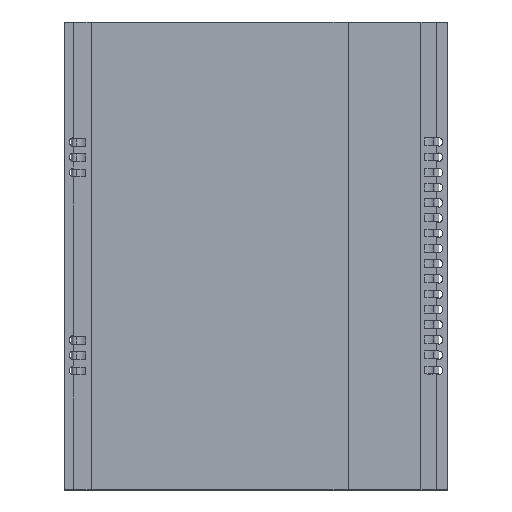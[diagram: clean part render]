
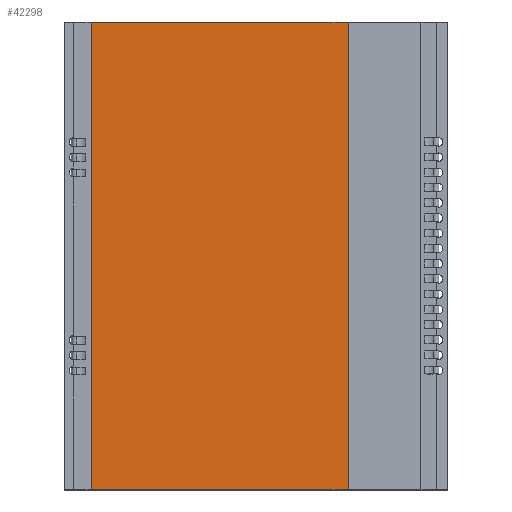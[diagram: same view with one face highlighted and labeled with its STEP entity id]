
A CAD part, top view. The second image highlights one B-rep face of the part: STEP entity #42298.
In plain terms, the highlighted planar face has unit normal (0, 0, 1).
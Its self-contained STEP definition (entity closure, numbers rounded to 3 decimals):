
#28482 = PLANE('',#28483);
#28483 = AXIS2_PLACEMENT_3D('',#28484,#28485,#28486);
#28484 = CARTESIAN_POINT('',(3.,-58.,5.7));
#28485 = DIRECTION('',(0.,-1.,0.));
#28486 = DIRECTION('',(0.,0.,1.));
#28992 = PLANE('',#28993);
#28993 = AXIS2_PLACEMENT_3D('',#28994,#28995,#28996);
#28994 = CARTESIAN_POINT('',(3.,20.,5.7));
#28995 = DIRECTION('',(0.,-1.,0.));
#28996 = DIRECTION('',(0.,0.,1.));
#37658 = PLANE('',#37659);
#37659 = AXIS2_PLACEMENT_3D('',#37660,#37661,#37662);
#37660 = CARTESIAN_POINT('',(3.,20.,5.7));
#37661 = DIRECTION('',(1.,0.,0.));
#37662 = DIRECTION('',(0.,0.,1.));
#37675 = VERTEX_POINT('',#37676);
#37676 = CARTESIAN_POINT('',(3.,-58.,6.2));
#37699 = VERTEX_POINT('',#37700);
#37700 = CARTESIAN_POINT('',(45.833,-58.,6.2));
#37714 = PLANE('',#37715);
#37715 = AXIS2_PLACEMENT_3D('',#37716,#37717,#37718);
#37716 = CARTESIAN_POINT('',(45.833,20.,5.7));
#37717 = DIRECTION('',(1.,0.,0.));
#37718 = DIRECTION('',(0.,0.,1.));
#37726 = EDGE_CURVE('',#37675,#37699,#37727,.T.);
#37727 = SURFACE_CURVE('',#37728,(#37732,#37739),.PCURVE_S1.);
#37728 = LINE('',#37729,#37730);
#37729 = CARTESIAN_POINT('',(3.,-58.,6.2));
#37730 = VECTOR('',#37731,1.);
#37731 = DIRECTION('',(1.,0.,0.));
#37732 = PCURVE('',#28482,#37733);
#37733 = DEFINITIONAL_REPRESENTATION('',(#37734),#37738);
#37734 = LINE('',#37735,#37736);
#37735 = CARTESIAN_POINT('',(0.5,0.));
#37736 = VECTOR('',#37737,1.);
#37737 = DIRECTION('',(0.,-1.));
#37738 = ( GEOMETRIC_REPRESENTATION_CONTEXT(2) 
PARAMETRIC_REPRESENTATION_CONTEXT() REPRESENTATION_CONTEXT('2D SPACE',''
  ) );
#37739 = PCURVE('',#37740,#37745);
#37740 = PLANE('',#37741);
#37741 = AXIS2_PLACEMENT_3D('',#37742,#37743,#37744);
#37742 = CARTESIAN_POINT('',(3.,20.,6.2));
#37743 = DIRECTION('',(0.,0.,1.));
#37744 = DIRECTION('',(0.,-1.,0.));
#37745 = DEFINITIONAL_REPRESENTATION('',(#37746),#37750);
#37746 = LINE('',#37747,#37748);
#37747 = CARTESIAN_POINT('',(78.,0.));
#37748 = VECTOR('',#37749,1.);
#37749 = DIRECTION('',(0.,1.));
#37750 = ( GEOMETRIC_REPRESENTATION_CONTEXT(2) 
PARAMETRIC_REPRESENTATION_CONTEXT() REPRESENTATION_CONTEXT('2D SPACE',''
  ) );
#37783 = VERTEX_POINT('',#37784);
#37784 = CARTESIAN_POINT('',(3.,20.,6.2));
#37807 = VERTEX_POINT('',#37808);
#37808 = CARTESIAN_POINT('',(45.833,20.,6.2));
#37829 = EDGE_CURVE('',#37783,#37807,#37830,.T.);
#37830 = SURFACE_CURVE('',#37831,(#37835,#37842),.PCURVE_S1.);
#37831 = LINE('',#37832,#37833);
#37832 = CARTESIAN_POINT('',(3.,20.,6.2));
#37833 = VECTOR('',#37834,1.);
#37834 = DIRECTION('',(1.,0.,0.));
#37835 = PCURVE('',#28992,#37836);
#37836 = DEFINITIONAL_REPRESENTATION('',(#37837),#37841);
#37837 = LINE('',#37838,#37839);
#37838 = CARTESIAN_POINT('',(0.5,0.));
#37839 = VECTOR('',#37840,1.);
#37840 = DIRECTION('',(0.,-1.));
#37841 = ( GEOMETRIC_REPRESENTATION_CONTEXT(2) 
PARAMETRIC_REPRESENTATION_CONTEXT() REPRESENTATION_CONTEXT('2D SPACE',''
  ) );
#37842 = PCURVE('',#37740,#37843);
#37843 = DEFINITIONAL_REPRESENTATION('',(#37844),#37848);
#37844 = LINE('',#37845,#37846);
#37845 = CARTESIAN_POINT('',(0.,0.));
#37846 = VECTOR('',#37847,1.);
#37847 = DIRECTION('',(0.,1.));
#37848 = ( GEOMETRIC_REPRESENTATION_CONTEXT(2) 
PARAMETRIC_REPRESENTATION_CONTEXT() REPRESENTATION_CONTEXT('2D SPACE',''
  ) );
#42277 = EDGE_CURVE('',#37783,#37675,#42278,.T.);
#42278 = SURFACE_CURVE('',#42279,(#42283,#42290),.PCURVE_S1.);
#42279 = LINE('',#42280,#42281);
#42280 = CARTESIAN_POINT('',(3.,20.,6.2));
#42281 = VECTOR('',#42282,1.);
#42282 = DIRECTION('',(0.,-1.,0.));
#42283 = PCURVE('',#37658,#42284);
#42284 = DEFINITIONAL_REPRESENTATION('',(#42285),#42289);
#42285 = LINE('',#42286,#42287);
#42286 = CARTESIAN_POINT('',(0.5,0.));
#42287 = VECTOR('',#42288,1.);
#42288 = DIRECTION('',(0.,1.));
#42289 = ( GEOMETRIC_REPRESENTATION_CONTEXT(2) 
PARAMETRIC_REPRESENTATION_CONTEXT() REPRESENTATION_CONTEXT('2D SPACE',''
  ) );
#42290 = PCURVE('',#37740,#42291);
#42291 = DEFINITIONAL_REPRESENTATION('',(#42292),#42296);
#42292 = LINE('',#42293,#42294);
#42293 = CARTESIAN_POINT('',(0.,0.));
#42294 = VECTOR('',#42295,1.);
#42295 = DIRECTION('',(1.,0.));
#42296 = ( GEOMETRIC_REPRESENTATION_CONTEXT(2) 
PARAMETRIC_REPRESENTATION_CONTEXT() REPRESENTATION_CONTEXT('2D SPACE',''
  ) );
#42298 = ADVANCED_FACE('',(#42299),#37740,.T.);
#42299 = FACE_BOUND('',#42300,.T.);
#42300 = EDGE_LOOP('',(#42301,#42302,#42303,#42304));
#42301 = ORIENTED_EDGE('',*,*,#37829,.F.);
#42302 = ORIENTED_EDGE('',*,*,#42277,.T.);
#42303 = ORIENTED_EDGE('',*,*,#37726,.T.);
#42304 = ORIENTED_EDGE('',*,*,#42305,.F.);
#42305 = EDGE_CURVE('',#37807,#37699,#42306,.T.);
#42306 = SURFACE_CURVE('',#42307,(#42311,#42318),.PCURVE_S1.);
#42307 = LINE('',#42308,#42309);
#42308 = CARTESIAN_POINT('',(45.833,20.,6.2));
#42309 = VECTOR('',#42310,1.);
#42310 = DIRECTION('',(0.,-1.,0.));
#42311 = PCURVE('',#37740,#42312);
#42312 = DEFINITIONAL_REPRESENTATION('',(#42313),#42317);
#42313 = LINE('',#42314,#42315);
#42314 = CARTESIAN_POINT('',(0.,42.833));
#42315 = VECTOR('',#42316,1.);
#42316 = DIRECTION('',(1.,0.));
#42317 = ( GEOMETRIC_REPRESENTATION_CONTEXT(2) 
PARAMETRIC_REPRESENTATION_CONTEXT() REPRESENTATION_CONTEXT('2D SPACE',''
  ) );
#42318 = PCURVE('',#37714,#42319);
#42319 = DEFINITIONAL_REPRESENTATION('',(#42320),#42324);
#42320 = LINE('',#42321,#42322);
#42321 = CARTESIAN_POINT('',(0.5,0.));
#42322 = VECTOR('',#42323,1.);
#42323 = DIRECTION('',(0.,1.));
#42324 = ( GEOMETRIC_REPRESENTATION_CONTEXT(2) 
PARAMETRIC_REPRESENTATION_CONTEXT() REPRESENTATION_CONTEXT('2D SPACE',''
  ) );
